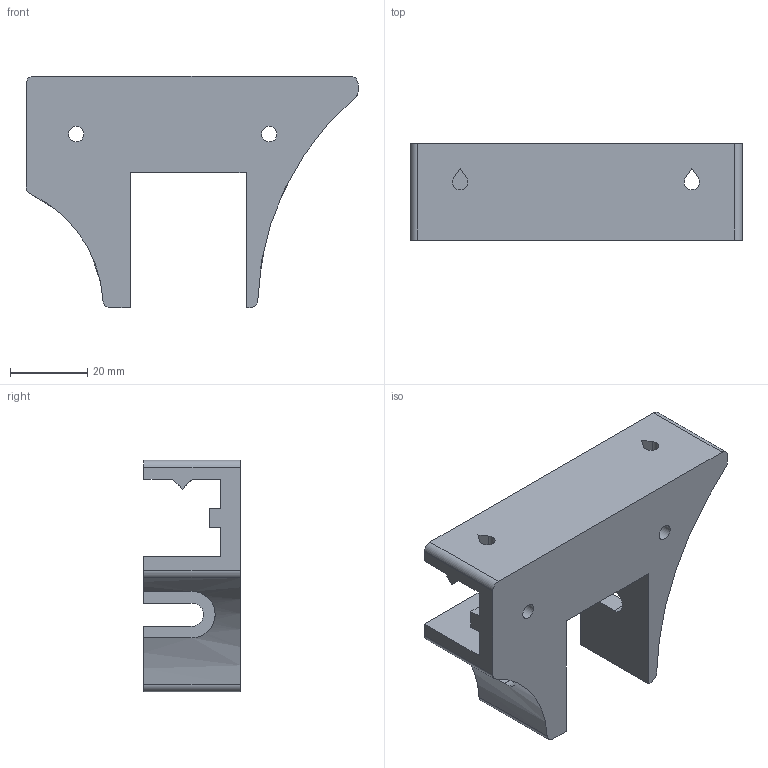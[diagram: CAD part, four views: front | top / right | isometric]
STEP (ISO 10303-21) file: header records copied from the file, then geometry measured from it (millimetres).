
FILE_DESCRIPTION(('FreeCAD Model'),'2;1');
FILE_NAME('VATbarHolder.step','2016-02-23T19:31:14',('Author'),(''), 'Open CASCADE STEP processor 6.8','FreeCAD','Unknown');
FILE_SCHEMA(('AUTOMOTIVE_DESIGN_CC2 { 1 2 10303 214 -1 1 5 4 }'));
Length unit declared in the file: millimetre
Products named in the file (2): ASSEMBLY; VATbarHolder
Assembly tree (1 placements, depth 2):
  ASSEMBLY
    VATbarHolder
Bounding box: 86 x 25 x 60 mm (x, y, z)
Volume: 34482.5 mm3; surface area: 15594.1 mm2
Topology: 1 solids, 1 shells, 71 faces, 199 edges, 132 vertices
Faces by surface type: plane 54, cylinder 17
Full cylindrical faces by diameter (mm): 4 x2
Entity records: 5584 total; most frequent: CARTESIAN_POINT 1747, DIRECTION 653, LINE 407, VECTOR 407, ORIENTED_EDGE 398, PCURVE 398, DEFINITIONAL_REPRESENTATION 398, EDGE_CURVE 199
